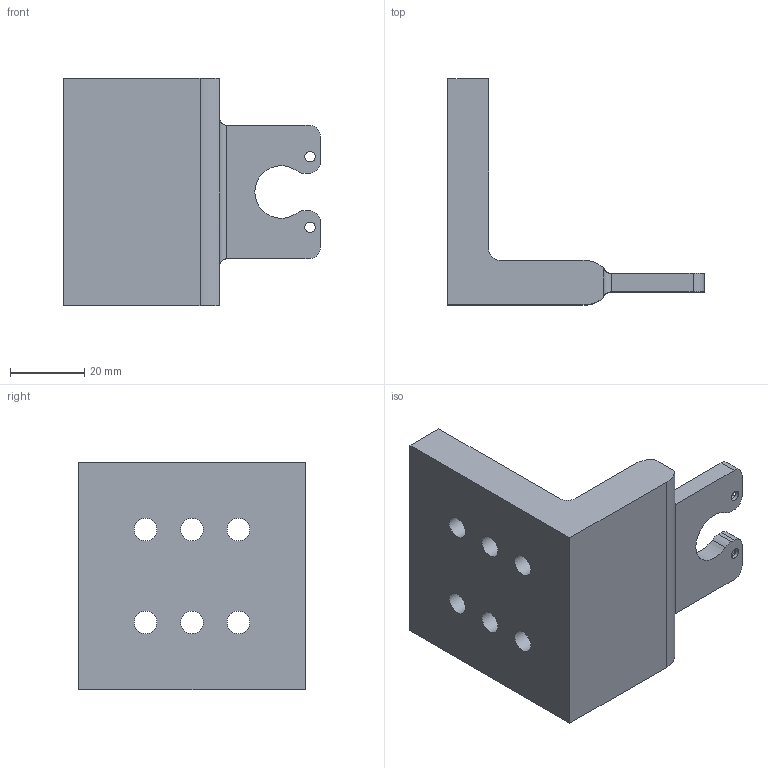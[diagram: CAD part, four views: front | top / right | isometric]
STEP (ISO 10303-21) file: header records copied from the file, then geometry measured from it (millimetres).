
FILE_DESCRIPTION(/* description */ ('STEP AP203'),/* implementation_level */ '2;1');
FILE_NAME(/* name */ 'Headplate for current headclamp MT1M (Symmetric).stp',/* time_stamp */ '2022-08-09T18:22:07+01:00',/* author */ ('ferrerx'),/* organization */ (''),/* preprocessor_version */ 'ST-DEVELOPER v18',/* originating_system */ 'Autodesk Inventor 2020',/* authorisation */ '');
FILE_SCHEMA (('AUTOMOTIVE_DESIGN { 1 0 10303 214 3 1 1 }'));
Length unit declared in the file: millimetre
Products named in the file (1): Headplate for current headclamp MT1M (Symmetric)
Bounding box: 69.1 x 60.96 x 61.2 mm (x, y, z)
Volume: 65306.5 mm3; surface area: 17436 mm2
Topology: 1 solids, 1 shells, 57 faces, 181 edges, 126 vertices
Faces by surface type: cylinder 28, plane 27, bspline 2
Full cylindrical faces by diameter (mm): 2.8 x4, 6.1 x6
Entity records: 2246 total; most frequent: CARTESIAN_POINT 505, ORIENTED_EDGE 362, DIRECTION 355, EDGE_CURVE 181, AXIS2_PLACEMENT_3D 130, VERTEX_POINT 126, LINE 95, VECTOR 95
